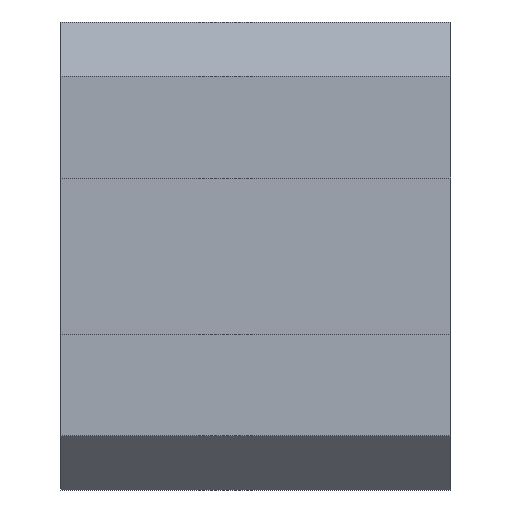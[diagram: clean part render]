
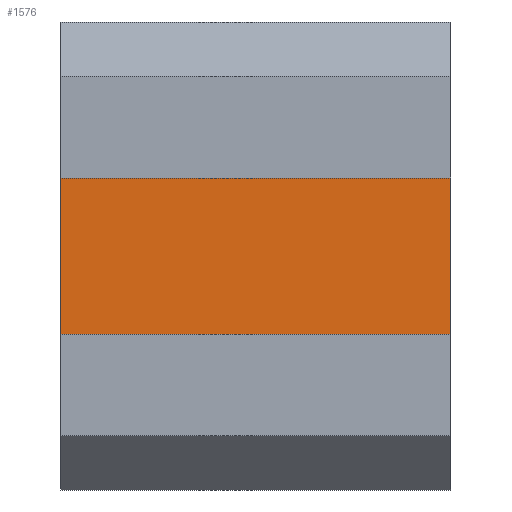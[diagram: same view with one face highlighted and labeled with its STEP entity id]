
A CAD part, left-side view. The second image highlights one B-rep face of the part: STEP entity #1576.
In plain terms, the highlighted planar face has unit normal (-1, 0, 0).
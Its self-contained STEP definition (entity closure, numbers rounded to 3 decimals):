
#70=PLANE('',#1753);
#148=FACE_OUTER_BOUND('',#226,.T.);
#226=EDGE_LOOP('',(#1307,#1308,#1309,#1310));
#249=LINE('',#2233,#401);
#324=LINE('',#2461,#476);
#397=LINE('',#2673,#549);
#398=LINE('',#2674,#550);
#401=VECTOR('',#1770,10.);
#476=VECTOR('',#1997,10.);
#549=VECTOR('',#2212,10.);
#550=VECTOR('',#2213,10.);
#631=VERTEX_POINT('',#2229);
#633=VERTEX_POINT('',#2232);
#707=VERTEX_POINT('',#2454);
#710=VERTEX_POINT('',#2459);
#784=EDGE_CURVE('',#633,#631,#249,.T.);
#898=EDGE_CURVE('',#710,#707,#324,.T.);
#1005=EDGE_CURVE('',#710,#633,#397,.T.);
#1006=EDGE_CURVE('',#707,#631,#398,.T.);
#1307=ORIENTED_EDGE('',*,*,#898,.F.);
#1308=ORIENTED_EDGE('',*,*,#1005,.T.);
#1309=ORIENTED_EDGE('',*,*,#784,.T.);
#1310=ORIENTED_EDGE('',*,*,#1006,.F.);
#1576=ADVANCED_FACE('',(#148),#70,.T.);
#1753=AXIS2_PLACEMENT_3D('',#2672,#2210,#2211);
#1770=DIRECTION('',(0.,-1.,0.));
#1997=DIRECTION('',(0.,-1.,0.));
#2210=DIRECTION('center_axis',(-1.,0.,0.));
#2211=DIRECTION('ref_axis',(0.,0.,1.));
#2212=DIRECTION('',(0.,0.,-1.));
#2213=DIRECTION('',(0.,0.,-1.));
#2229=CARTESIAN_POINT('',(-10.,0.,-24.));
#2232=CARTESIAN_POINT('',(-10.,100.,-24.));
#2233=CARTESIAN_POINT('',(-10.,0.,-24.));
#2454=CARTESIAN_POINT('',(-10.,0.,24.));
#2459=CARTESIAN_POINT('',(-10.,100.,24.));
#2461=CARTESIAN_POINT('',(-10.,0.,24.));
#2672=CARTESIAN_POINT('Origin',(-10.,0.,0.));
#2673=CARTESIAN_POINT('',(-10.,100.,0.));
#2674=CARTESIAN_POINT('',(-10.,0.,0.));
